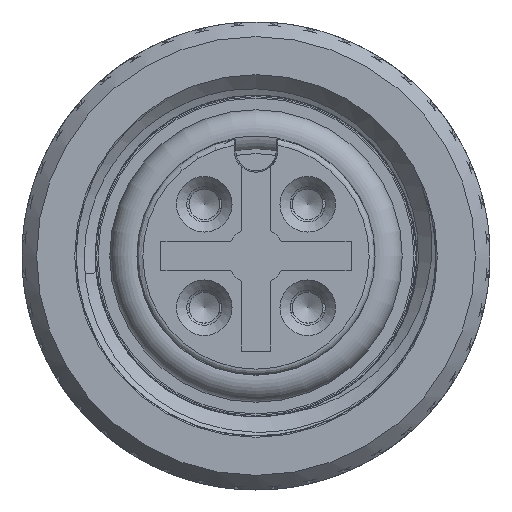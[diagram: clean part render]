
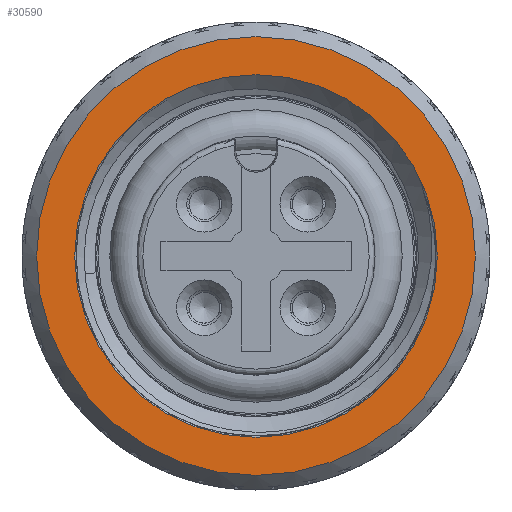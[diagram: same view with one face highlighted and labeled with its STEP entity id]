
A CAD part, front view. The second image highlights one B-rep face of the part: STEP entity #30590.
In plain terms, the highlighted face is planar.
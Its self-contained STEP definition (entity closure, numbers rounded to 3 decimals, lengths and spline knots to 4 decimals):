
#5929=PLANE('',#32522);
#7310=ORIENTED_EDGE('',*,*,#16678,.F.);
#7311=ORIENTED_EDGE('',*,*,#17057,.F.);
#16678=EDGE_CURVE('',#21636,#21636,#24636,.T.);
#17057=EDGE_CURVE('',#21910,#21910,#24658,.T.);
#21636=VERTEX_POINT('',#43235);
#21910=VERTEX_POINT('',#47270);
#24636=CIRCLE('',#32458,6.2);
#24658=CIRCLE('',#32523,7.5);
#25569=EDGE_LOOP('',(#7310));
#25570=EDGE_LOOP('',(#7311));
#27663=FACE_BOUND('',#25569,.T.);
#27664=FACE_BOUND('',#25570,.T.);
#30590=ADVANCED_FACE('',(#27663,#27664),#5929,.T.);
#32458=AXIS2_PLACEMENT_3D('',#43234,#34363,#34364);
#32522=AXIS2_PLACEMENT_3D('',#47268,#34491,#34492);
#32523=AXIS2_PLACEMENT_3D('',#47269,#34493,#34494);
#34363=DIRECTION('',(0.,0.,1.));
#34364=DIRECTION('',(0.,-1.,0.));
#34491=DIRECTION('',(0.,0.,1.));
#34492=DIRECTION('',(0.,1.,0.));
#34493=DIRECTION('',(0.,0.,-1.));
#34494=DIRECTION('',(0.,-1.,0.));
#43234=CARTESIAN_POINT('',(0.,0.,-1.6));
#43235=CARTESIAN_POINT('',(0.,-6.2,-1.6));
#47268=CARTESIAN_POINT('',(0.,0.,-1.6));
#47269=CARTESIAN_POINT('',(0.,0.,-1.6));
#47270=CARTESIAN_POINT('',(0.,-7.5,-1.6));
